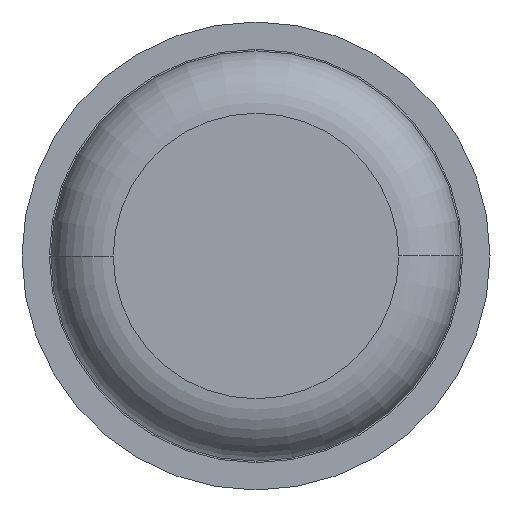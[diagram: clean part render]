
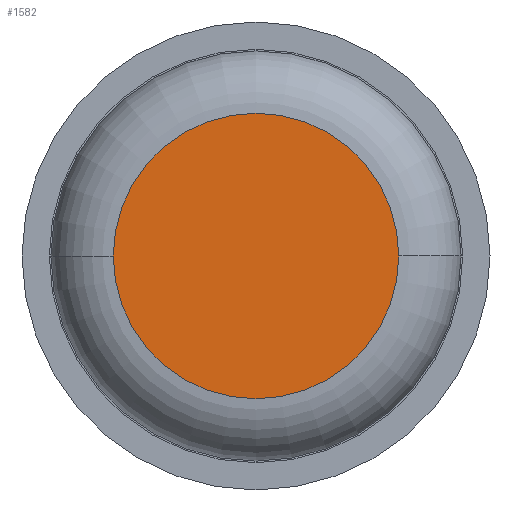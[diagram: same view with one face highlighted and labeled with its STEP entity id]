
A CAD part, front view. The second image highlights one B-rep face of the part: STEP entity #1582.
In plain terms, the highlighted planar face has unit normal (0, -1, 0).
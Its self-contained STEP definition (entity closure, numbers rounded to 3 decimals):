
#388 = AXIS2_PLACEMENT_3D ( 'NONE', #2954, #2925, #1309 ) ;
#470 = EDGE_CURVE ( 'Defeature ausgef�hrt1_6+Defeature ausgef�hrt1_7+Defeature ausgef�hrt1_7+Defeature ausgef�hrt1_7', #3993, #3813, #2419, .T. ) ;
#551 = CIRCLE ( 'NONE', #3272, 0.915 ) ;
#600 = DIRECTION ( 'NONE',  ( -1., 0., 0. ) ) ;
#782 = AXIS2_PLACEMENT_3D ( 'NONE', #3149, #2155, #600 ) ;
#1013 = EDGE_CURVE ( 'Defeature ausgef�hrt1_6+Defeature ausgef�hrt1_7+Defeature ausgef�hrt1_7+Defeature ausgef�hrt1_7', #3813, #3993, #551, .T. ) ;
#1100 = CARTESIAN_POINT ( 'NONE',  ( -0.915, 0., 0. ) ) ;
#1309 = DIRECTION ( 'NONE',  ( -1., 0., 0. ) ) ;
#1419 = CARTESIAN_POINT ( 'NONE',  ( 0.915, 0., 0. ) ) ;
#1439 = FACE_OUTER_BOUND ( 'NONE', #1565, .T. ) ;
#1497 = CARTESIAN_POINT ( 'NONE',  ( 0., 0., 0. ) ) ;
#1565 = EDGE_LOOP ( 'NONE', ( #1927, #2503 ) ) ;
#1582 = ADVANCED_FACE ( 'Defeature ausgef�hrt1_6', ( #1439 ), #3195, .F. ) ;
#1927 = ORIENTED_EDGE ( 'NONE', *, *, #1013, .T. ) ;
#2155 = DIRECTION ( 'NONE',  ( 0., -1., 0. ) ) ;
#2419 = CIRCLE ( 'NONE', #782, 0.915 ) ;
#2466 = DIRECTION ( 'NONE',  ( -1., 0., 0. ) ) ;
#2503 = ORIENTED_EDGE ( 'NONE', *, *, #470, .T. ) ;
#2813 = DIRECTION ( 'NONE',  ( 0., -1., 0. ) ) ;
#2925 = DIRECTION ( 'NONE',  ( 0., 1., 0. ) ) ;
#2954 = CARTESIAN_POINT ( 'NONE',  ( 0., 0., 0. ) ) ;
#3149 = CARTESIAN_POINT ( 'NONE',  ( 0., 0., 0. ) ) ;
#3195 = PLANE ( 'NONE',  #388 ) ;
#3272 = AXIS2_PLACEMENT_3D ( 'NONE', #1497, #2813, #2466 ) ;
#3813 = VERTEX_POINT ( 'NONE', #1100 ) ;
#3993 = VERTEX_POINT ( 'NONE', #1419 ) ;
